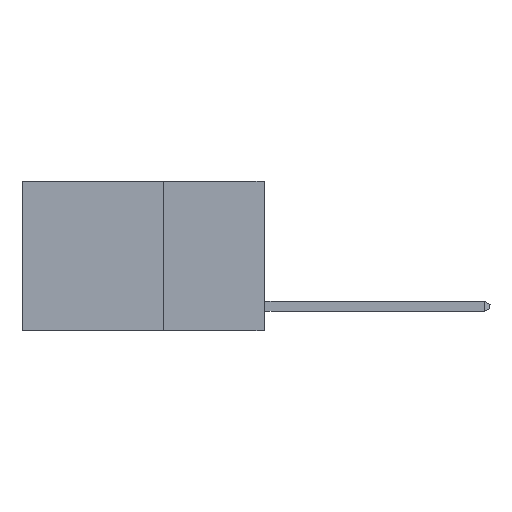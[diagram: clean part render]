
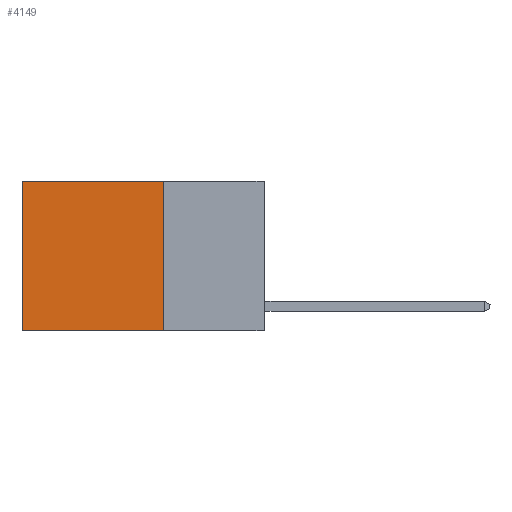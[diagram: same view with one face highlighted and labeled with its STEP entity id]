
A CAD part, left-side view. The second image highlights one B-rep face of the part: STEP entity #4149.
In plain terms, the highlighted planar face has unit normal (-1, 0, 0).
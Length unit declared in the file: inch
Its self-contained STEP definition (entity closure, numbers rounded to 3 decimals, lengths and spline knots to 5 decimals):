
#45 = CARTESIAN_POINT ( 'NONE',  ( 0.2625, 0.6, 0. ) ) ;
#618 = CARTESIAN_POINT ( 'NONE',  ( 0.2625, 0.6, -0.37 ) ) ;
#1409 = DIRECTION ( 'NONE',  ( 1., 0., 0. ) ) ;
#1429 = VERTEX_POINT ( 'NONE', #10465 ) ;
#1558 = EDGE_CURVE ( 'NONE', #16156, #1870, #4736, .T. ) ;
#1870 = VERTEX_POINT ( 'NONE', #45 ) ;
#2081 = ORIENTED_EDGE ( 'NONE', *, *, #5599, .F. ) ;
#2430 = EDGE_CURVE ( 'NONE', #1429, #10095, #3502, .T. ) ;
#2557 = EDGE_LOOP ( 'NONE', ( #3060, #13878, #2081, #13341 ) ) ;
#2576 = LINE ( 'NONE', #7656, #7511 ) ;
#2908 = VECTOR ( 'NONE', #16543, 39.37008 ) ;
#3060 = ORIENTED_EDGE ( 'NONE', *, *, #7456, .T. ) ;
#3311 = CARTESIAN_POINT ( 'NONE',  ( 0.2625, 0.6, 0. ) ) ;
#3502 = LINE ( 'NONE', #11885, #5952 ) ;
#3783 = DIRECTION ( 'NONE',  ( 0., 0., -1. ) ) ;
#4149 = ADVANCED_FACE ( 'NONE', ( #7140 ), #14360, .F. ) ;
#4736 = LINE ( 'NONE', #9725, #9480 ) ;
#5599 = EDGE_CURVE ( 'NONE', #16156, #1429, #2576, .T. ) ;
#5952 = VECTOR ( 'NONE', #9422, 39.37008 ) ;
#7063 = DIRECTION ( 'NONE',  ( 0., 1., 0. ) ) ;
#7140 = FACE_OUTER_BOUND ( 'NONE', #2557, .T. ) ;
#7456 = EDGE_CURVE ( 'NONE', #1870, #10095, #14625, .T. ) ;
#7511 = VECTOR ( 'NONE', #8917, 39.37008 ) ;
#7656 = CARTESIAN_POINT ( 'NONE',  ( 0.2625, 0.25, 0. ) ) ;
#7821 = CARTESIAN_POINT ( 'NONE',  ( 0.2625, 0.25, 0. ) ) ;
#8917 = DIRECTION ( 'NONE',  ( 0., 0., -1. ) ) ;
#8966 = AXIS2_PLACEMENT_3D ( 'NONE', #7821, #1409, #3783 ) ;
#9422 = DIRECTION ( 'NONE',  ( 0., 1., 0. ) ) ;
#9480 = VECTOR ( 'NONE', #7063, 39.37008 ) ;
#9725 = CARTESIAN_POINT ( 'NONE',  ( 0.2625, 0.25, 0. ) ) ;
#10095 = VERTEX_POINT ( 'NONE', #618 ) ;
#10465 = CARTESIAN_POINT ( 'NONE',  ( 0.2625, 0.25, -0.37 ) ) ;
#11885 = CARTESIAN_POINT ( 'NONE',  ( 0.2625, 0.25, -0.37 ) ) ;
#12145 = CARTESIAN_POINT ( 'NONE',  ( 0.2625, 0.25, 0. ) ) ;
#13341 = ORIENTED_EDGE ( 'NONE', *, *, #1558, .T. ) ;
#13878 = ORIENTED_EDGE ( 'NONE', *, *, #2430, .F. ) ;
#14360 = PLANE ( 'NONE',  #8966 ) ;
#14625 = LINE ( 'NONE', #3311, #2908 ) ;
#16156 = VERTEX_POINT ( 'NONE', #12145 ) ;
#16543 = DIRECTION ( 'NONE',  ( 0., 0., -1. ) ) ;
